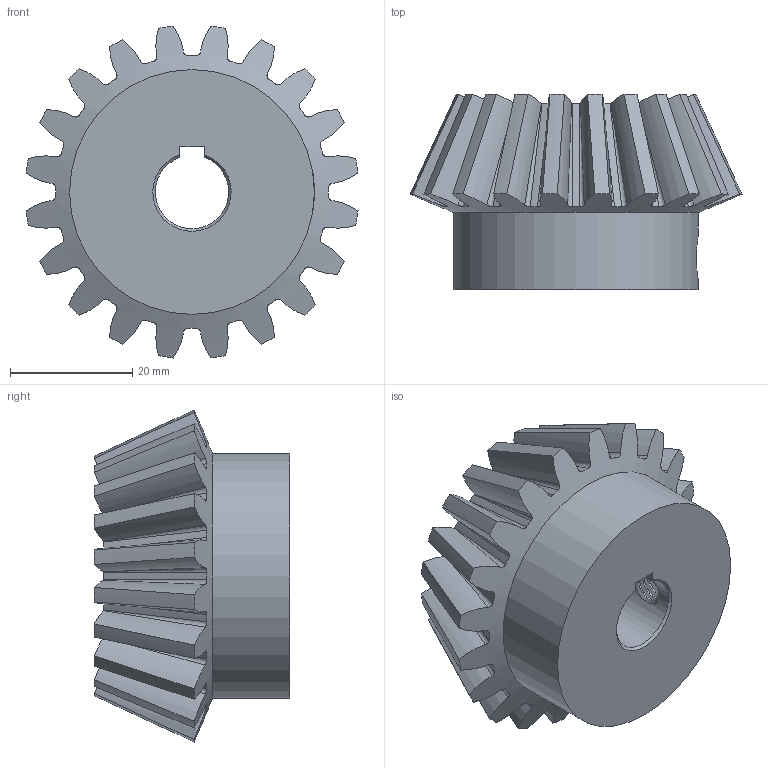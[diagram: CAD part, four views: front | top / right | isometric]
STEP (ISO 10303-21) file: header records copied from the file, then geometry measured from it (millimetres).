
FILE_DESCRIPTION(/* description */ ('STEP AP242','CAx-IF Rec.Pracs.---Representation and Presentation of Product Manufacturing Information (PMI)---4.0---2014-10-13','CAx-IF Rec.Pracs.---3D Tessellated Geometry---0.4---2014-09-14','2;1'),/* implementation_level */ '2;1');
FILE_NAME(/* name */ '630d21246e1b8e4c031911ce',/* time_stamp */ '2022-08-29T20:27:17+00:00',/* author */ (''),/* organization */ (''),/* preprocessor_version */ 'ST-DEVELOPER v18.102',/* originating_system */ ' ',/* authorisation */ ' ');
FILE_SCHEMA (('AP242_MANAGED_MODEL_BASED_3D_ENGINEERING_MIM_LF { 1 0 10303 442 1 1 4 }'));
Length unit declared in the file: metre
Products named in the file (1): 6529K61_Metal Miter Gear
Bounding box: 54.26 x 31.9 x 54.26 mm (x, y, z)
Volume: 38490 mm3; surface area: 10943.1 mm2
Topology: 1 solids, 1 shells, 142 faces, 418 edges, 278 vertices
Faces by surface type: bspline 83, cone 45, plane 7, cylinder 7
Full cylindrical faces by diameter (mm): 7.4 x1, 40 x1
Entity records: 10012 total; most frequent: CARTESIAN_POINT 6839, ORIENTED_EDGE 822, EDGE_CURVE 411, DIRECTION 397, VERTEX_POINT 276, B_SPLINE_CURVE_WITH_KNOTS 227, AXIS2_PLACEMENT_3D 153, EDGE_LOOP 151
